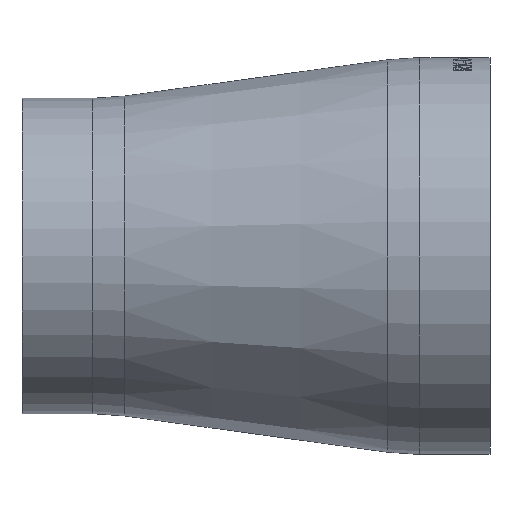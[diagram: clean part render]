
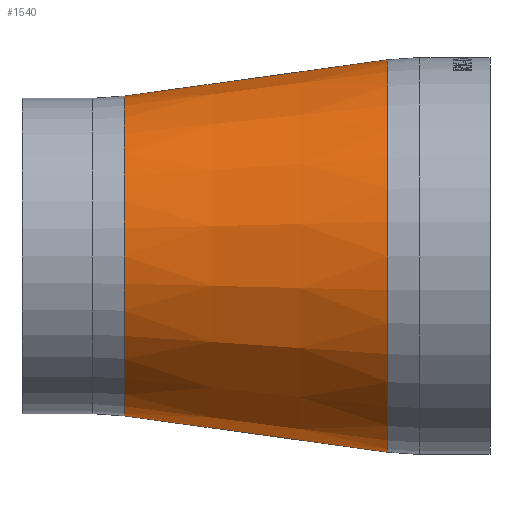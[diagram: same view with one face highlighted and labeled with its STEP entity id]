
A CAD part, left-side view. The second image highlights one B-rep face of the part: STEP entity #1540.
In plain terms, the highlighted conical face has half-angle 7.845 degrees and reference radius 17.084 mm.
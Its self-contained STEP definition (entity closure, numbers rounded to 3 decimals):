
#286 = CIRCLE ( 'NONE', #13641, 20.966 ) ;
#569 = CARTESIAN_POINT ( 'NONE',  ( 0., 39.088, 0. ) ) ;
#1540 = ADVANCED_FACE ( 'NONE', ( #7152, #3626 ), #7314, .T. ) ;
#1622 = CARTESIAN_POINT ( 'NONE',  ( 0., 39.088, 0. ) ) ;
#1714 = DIRECTION ( 'NONE',  ( 0., 0., -1. ) ) ;
#2318 = CARTESIAN_POINT ( 'NONE',  ( 0., 39.088, -17.084 ) ) ;
#2764 = VERTEX_POINT ( 'NONE', #2318 ) ;
#3208 = DIRECTION ( 'NONE',  ( 0., -1., 0. ) ) ;
#3339 = CARTESIAN_POINT ( 'NONE',  ( 0., 10.912, 0. ) ) ;
#3626 = FACE_BOUND ( 'NONE', #4039, .T. ) ;
#4039 = EDGE_LOOP ( 'NONE', ( #4131 ) ) ;
#4131 = ORIENTED_EDGE ( 'NONE', *, *, #8170, .T. ) ;
#4738 = DIRECTION ( 'NONE',  ( 0., -1., 0. ) ) ;
#5779 = CIRCLE ( 'NONE', #8564, 17.084 ) ;
#7152 = FACE_OUTER_BOUND ( 'NONE', #12705, .T. ) ;
#7314 = CONICAL_SURFACE ( 'NONE', #10174, 17.084, 0.137 ) ;
#8170 = EDGE_CURVE ( 'NONE', #2764, #2764, #5779, .T. ) ;
#8543 = DIRECTION ( 'NONE',  ( 0., 0., -1. ) ) ;
#8564 = AXIS2_PLACEMENT_3D ( 'NONE', #569, #4738, #8895 ) ;
#8895 = DIRECTION ( 'NONE',  ( 0., 0., -1. ) ) ;
#9811 = VERTEX_POINT ( 'NONE', #11849 ) ;
#10174 = AXIS2_PLACEMENT_3D ( 'NONE', #1622, #10284, #1714 ) ;
#10284 = DIRECTION ( 'NONE',  ( 0., -1., 0. ) ) ;
#10650 = ORIENTED_EDGE ( 'NONE', *, *, #12771, .F. ) ;
#11849 = CARTESIAN_POINT ( 'NONE',  ( 0., 10.912, -20.966 ) ) ;
#12705 = EDGE_LOOP ( 'NONE', ( #10650 ) ) ;
#12771 = EDGE_CURVE ( 'NONE', #9811, #9811, #286, .T. ) ;
#13641 = AXIS2_PLACEMENT_3D ( 'NONE', #3339, #3208, #8543 ) ;
